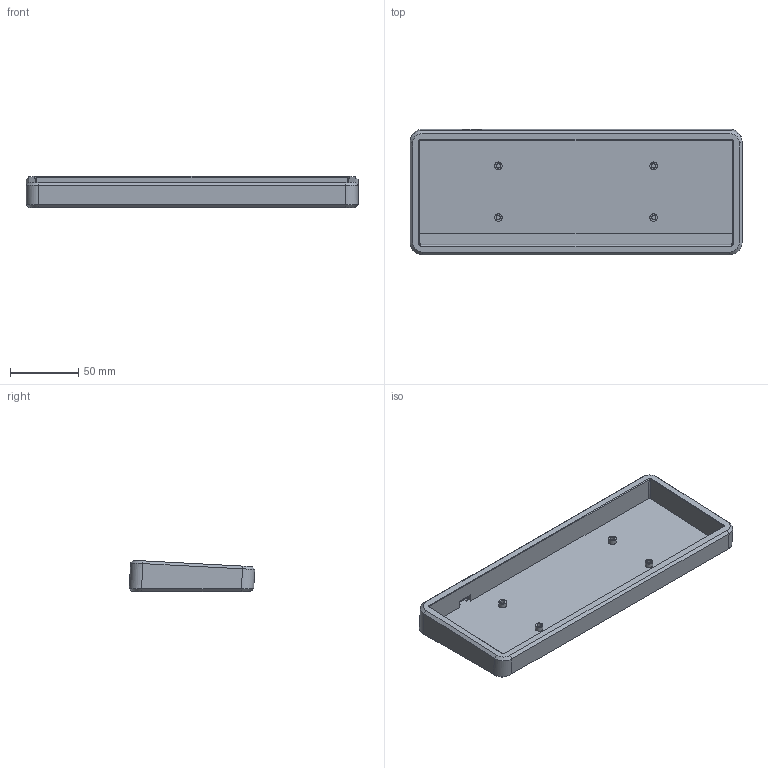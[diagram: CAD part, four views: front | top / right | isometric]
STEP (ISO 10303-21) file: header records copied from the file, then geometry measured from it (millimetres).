
FILE_DESCRIPTION(/* description */ (''),/* implementation_level */ '2;1');
FILE_NAME(/* name */ 'QUARK MFR2.step',/* time_stamp */ '2024-01-19T16:30:39-08:00',/* author */ (''),/* organization */ (''),/* preprocessor_version */ 'ST-DEVELOPER v20',/* originating_system */ 'Autodesk Translation Framework v12.14.0.127',/* authorisation */ '');
FILE_SCHEMA (('AUTOMOTIVE_DESIGN { 1 0 10303 214 3 1 1 }'));
Length unit declared in the file: millimetre
Products named in the file (1): QUARK MFR
Bounding box: 243.6 x 92.07 x 22.92 mm (x, y, z)
Volume: 134998.5 mm3; surface area: 67627.1 mm2
Topology: 1 solids, 1 shells, 92 faces, 211 edges, 130 vertices
Faces by surface type: plane 48, cylinder 24, cone 12, bspline 8
Full cylindrical faces by diameter (mm): 3.2 x4, 5.5 x4
Entity records: 2752 total; most frequent: CARTESIAN_POINT 650, ORIENTED_EDGE 422, DIRECTION 421, EDGE_CURVE 211, AXIS2_PLACEMENT_3D 141, LINE 139, VECTOR 139, VERTEX_POINT 130
